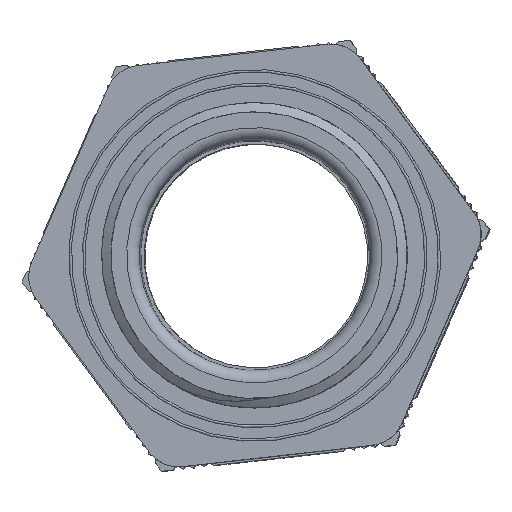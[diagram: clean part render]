
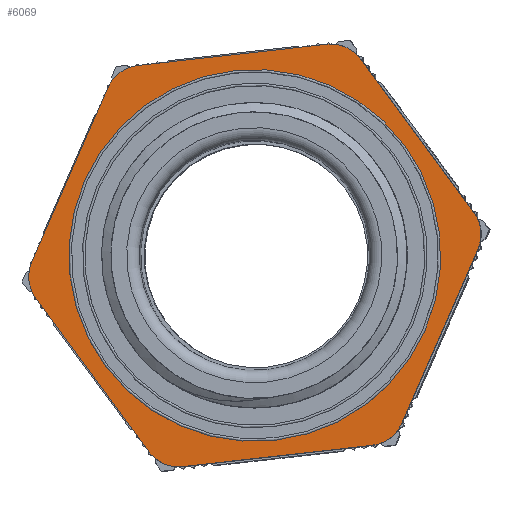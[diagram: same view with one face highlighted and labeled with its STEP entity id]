
A CAD part, top view. The second image highlights one B-rep face of the part: STEP entity #6069.
In plain terms, the highlighted face is planar.
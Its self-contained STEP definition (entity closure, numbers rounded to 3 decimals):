
#78=FACE_BOUND('',#1166,.T.);
#239=CIRCLE('',#6583,3.);
#241=CIRCLE('',#6587,3.);
#242=CIRCLE('',#6588,3.);
#243=CIRCLE('',#6589,3.);
#244=CIRCLE('',#6590,3.);
#245=CIRCLE('',#6591,3.);
#246=CIRCLE('',#6592,15.05);
#491=PLANE('',#6586);
#814=FACE_OUTER_BOUND('',#1165,.T.);
#1165=EDGE_LOOP('',(#4828,#4829,#4830,#4831,#4832,#4833,#4834,#4835,#4836,
#4837,#4838,#4839));
#1166=EDGE_LOOP('',(#4840));
#1575=LINE('',#11847,#2118);
#1578=LINE('',#11853,#2121);
#1579=LINE('',#11857,#2122);
#1580=LINE('',#11861,#2123);
#1581=LINE('',#11865,#2124);
#1582=LINE('',#11869,#2125);
#2118=VECTOR('',#7675,10.);
#2121=VECTOR('',#7680,10.);
#2122=VECTOR('',#7683,10.);
#2123=VECTOR('',#7686,10.);
#2124=VECTOR('',#7689,10.);
#2125=VECTOR('',#7692,10.);
#2786=VERTEX_POINT('',#11837);
#2787=VERTEX_POINT('',#11838);
#2790=VERTEX_POINT('',#11846);
#2792=VERTEX_POINT('',#11852);
#2793=VERTEX_POINT('',#11854);
#2794=VERTEX_POINT('',#11856);
#2795=VERTEX_POINT('',#11858);
#2796=VERTEX_POINT('',#11860);
#2797=VERTEX_POINT('',#11862);
#2798=VERTEX_POINT('',#11864);
#2799=VERTEX_POINT('',#11866);
#2800=VERTEX_POINT('',#11868);
#2801=VERTEX_POINT('',#11871);
#3529=EDGE_CURVE('',#2786,#2787,#239,.T.);
#3533=EDGE_CURVE('',#2790,#2787,#1575,.T.);
#3536=EDGE_CURVE('',#2786,#2792,#1578,.T.);
#3537=EDGE_CURVE('',#2793,#2792,#241,.T.);
#3538=EDGE_CURVE('',#2793,#2794,#1579,.T.);
#3539=EDGE_CURVE('',#2795,#2794,#242,.T.);
#3540=EDGE_CURVE('',#2795,#2796,#1580,.T.);
#3541=EDGE_CURVE('',#2797,#2796,#243,.T.);
#3542=EDGE_CURVE('',#2797,#2798,#1581,.T.);
#3543=EDGE_CURVE('',#2799,#2798,#244,.T.);
#3544=EDGE_CURVE('',#2799,#2800,#1582,.T.);
#3545=EDGE_CURVE('',#2790,#2800,#245,.T.);
#3546=EDGE_CURVE('',#2801,#2801,#246,.T.);
#4828=ORIENTED_EDGE('',*,*,#3529,.F.);
#4829=ORIENTED_EDGE('',*,*,#3536,.T.);
#4830=ORIENTED_EDGE('',*,*,#3537,.F.);
#4831=ORIENTED_EDGE('',*,*,#3538,.T.);
#4832=ORIENTED_EDGE('',*,*,#3539,.F.);
#4833=ORIENTED_EDGE('',*,*,#3540,.T.);
#4834=ORIENTED_EDGE('',*,*,#3541,.F.);
#4835=ORIENTED_EDGE('',*,*,#3542,.T.);
#4836=ORIENTED_EDGE('',*,*,#3543,.F.);
#4837=ORIENTED_EDGE('',*,*,#3544,.T.);
#4838=ORIENTED_EDGE('',*,*,#3545,.F.);
#4839=ORIENTED_EDGE('',*,*,#3533,.T.);
#4840=ORIENTED_EDGE('',*,*,#3546,.T.);
#6069=ADVANCED_FACE('',(#814,#78),#491,.T.);
#6583=AXIS2_PLACEMENT_3D('',#11839,#7667,#7668);
#6586=AXIS2_PLACEMENT_3D('',#11851,#7678,#7679);
#6587=AXIS2_PLACEMENT_3D('',#11855,#7681,#7682);
#6588=AXIS2_PLACEMENT_3D('',#11859,#7684,#7685);
#6589=AXIS2_PLACEMENT_3D('',#11863,#7687,#7688);
#6590=AXIS2_PLACEMENT_3D('',#11867,#7690,#7691);
#6591=AXIS2_PLACEMENT_3D('',#11870,#7693,#7694);
#6592=AXIS2_PLACEMENT_3D('',#11872,#7695,#7696);
#7667=DIRECTION('center_axis',(0.,0.,-1.));
#7668=DIRECTION('ref_axis',(-0.501,0.865,0.));
#7675=DIRECTION('',(-1.,-0.001,0.));
#7678=DIRECTION('center_axis',(0.,0.,1.));
#7679=DIRECTION('ref_axis',(1.,0.,0.));
#7680=DIRECTION('',(-0.499,-0.867,0.));
#7681=DIRECTION('center_axis',(0.,0.,-1.));
#7682=DIRECTION('ref_axis',(-1.,-0.001,0.));
#7683=DIRECTION('',(0.501,-0.865,0.));
#7684=DIRECTION('center_axis',(0.,0.,-1.));
#7685=DIRECTION('ref_axis',(-0.499,-0.867,0.));
#7686=DIRECTION('',(1.,0.001,0.));
#7687=DIRECTION('center_axis',(0.,0.,-1.));
#7688=DIRECTION('ref_axis',(0.501,-0.865,0.));
#7689=DIRECTION('',(0.499,0.867,0.));
#7690=DIRECTION('center_axis',(0.,0.,-1.));
#7691=DIRECTION('ref_axis',(1.,0.001,0.));
#7692=DIRECTION('',(-0.501,0.865,0.));
#7693=DIRECTION('center_axis',(0.,0.,-1.));
#7694=DIRECTION('ref_axis',(0.499,0.867,0.));
#7695=DIRECTION('center_axis',(0.,0.,-1.));
#7696=DIRECTION('ref_axis',(-1.,0.,0.));
#11837=CARTESIAN_POINT('',(-10.314,14.823,18.63));
#11838=CARTESIAN_POINT('',(-7.718,16.326,18.63));
#11839=CARTESIAN_POINT('Origin',(-7.715,13.326,18.63));
#11846=CARTESIAN_POINT('',(7.68,16.344,18.63));
#11847=CARTESIAN_POINT('',(-9.45,16.324,18.63));
#11851=CARTESIAN_POINT('Origin',(0.,0.,18.63));
#11852=CARTESIAN_POINT('',(-17.998,1.479,18.63));
#11853=CARTESIAN_POINT('',(-18.862,-0.022,18.63));
#11854=CARTESIAN_POINT('',(-17.994,-1.521,18.63));
#11855=CARTESIAN_POINT('Origin',(-15.398,-0.018,
18.63));
#11856=CARTESIAN_POINT('',(-10.28,-14.847,18.63));
#11857=CARTESIAN_POINT('',(-9.412,-16.346,18.63));
#11858=CARTESIAN_POINT('',(-7.68,-16.344,18.63));
#11859=CARTESIAN_POINT('Origin',(-7.683,-13.344,18.63));
#11860=CARTESIAN_POINT('',(7.718,-16.326,18.63));
#11861=CARTESIAN_POINT('',(9.45,-16.324,18.63));
#11862=CARTESIAN_POINT('',(10.314,-14.823,18.63));
#11863=CARTESIAN_POINT('Origin',(7.715,-13.326,18.63));
#11864=CARTESIAN_POINT('',(17.998,-1.479,18.63));
#11865=CARTESIAN_POINT('',(18.862,0.022,18.63));
#11866=CARTESIAN_POINT('',(17.994,1.521,18.63));
#11867=CARTESIAN_POINT('Origin',(15.398,0.018,18.63));
#11868=CARTESIAN_POINT('',(10.28,14.847,18.63));
#11869=CARTESIAN_POINT('',(9.412,16.346,18.63));
#11870=CARTESIAN_POINT('Origin',(7.683,13.344,18.63));
#11871=CARTESIAN_POINT('',(15.05,0.,18.63));
#11872=CARTESIAN_POINT('Origin',(0.,0.,18.63));
